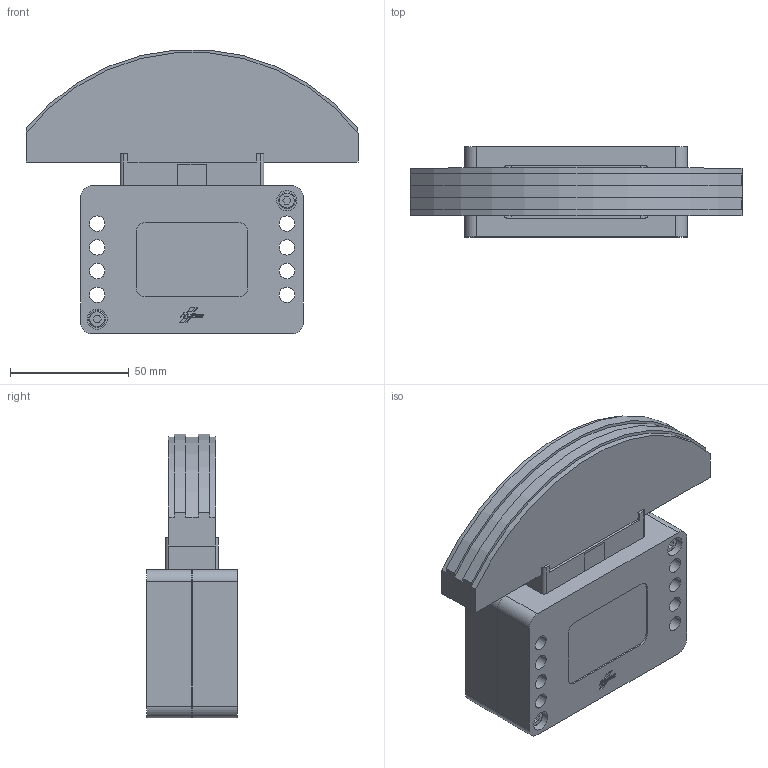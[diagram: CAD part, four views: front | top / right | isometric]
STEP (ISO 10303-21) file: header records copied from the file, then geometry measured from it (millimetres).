
FILE_DESCRIPTION(('STEP AP214'),'1');
FILE_NAME('cctmp_6E8E6C5E-63F8-47CE-98BA-BA36E2624815_2023_6_23_11_5_31_954..stp','2023-06-23T09:05:32',('Murtfeldt Kunststoffe GmbH & Co.KG'),('CADClick - www.CADClick.com'),'Spatial InterOp 3D',' ','unknown authorization');
FILE_SCHEMA(('AUTOMOTIVE_DESIGN'));
Length unit declared in the file: millimetre
Products named in the file (1): 1
Bounding box: 140 x 38 x 119.7 mm (x, y, z)
Volume: 326291.2 mm3; surface area: 64724.9 mm2
Topology: 3 solids, 5 shells, 371 faces, 988 edges, 645 vertices
Faces by surface type: plane 181, cylinder 160, torus 16, cone 14
Entity records: 14632 total; most frequent: DIRECTION 2086, CARTESIAN_POINT 1997, ORIENTED_EDGE 1956, EDGE_CURVE 978, AXIS2_PLACEMENT_3D 734, VERTEX_POINT 645, LINE 618, VECTOR 618
